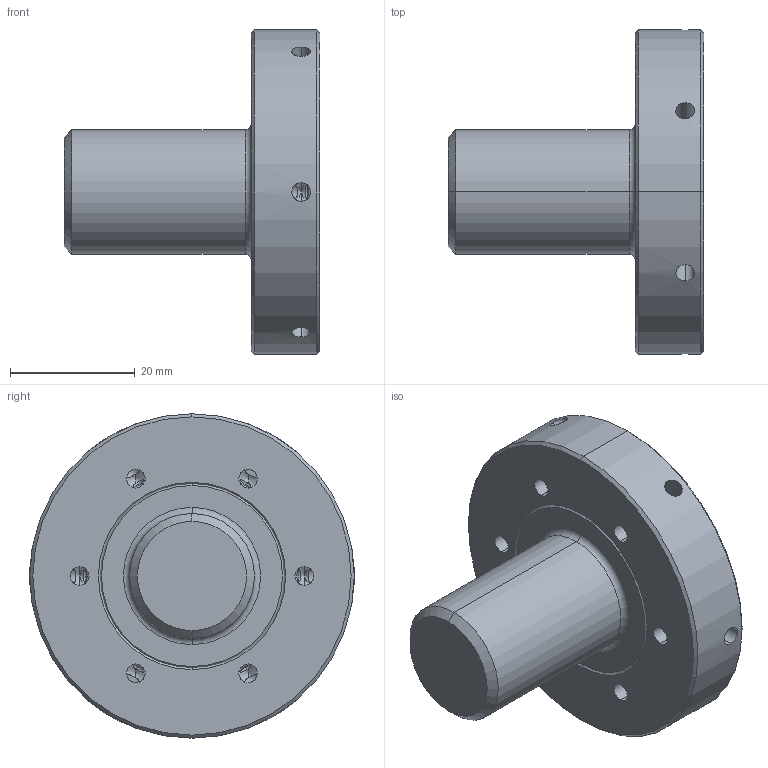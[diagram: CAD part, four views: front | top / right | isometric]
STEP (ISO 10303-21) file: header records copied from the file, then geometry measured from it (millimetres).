
FILE_DESCRIPTION (( 'STEP AP214' ), '1' );
FILE_NAME ('D40-ER1.K61.030.STEP', '2015-02-16T07:03:49', ( 'SWIAdmin' ), ( 'Hewlett-Packard Company' ), 'SwSTEP 2.0', 'SolidWorks 2012', '' );
FILE_SCHEMA (( 'AUTOMOTIVE_DESIGN' ));
Length unit declared in the file: millimetre
Products named in the file (3): D40-ER1.K63.030_A; D40-ER1.K62.011_A; D40-ER1.K61.030
Assembly tree (2 placements, depth 2):
  D40-ER1.K61.030
    D40-ER1.K62.011_A
    D40-ER1.K63.030_A
Bounding box: 41 x 52 x 52 mm (x, y, z)
Volume: 31003.5 mm3; surface area: 10991.4 mm2
Topology: 2 solids, 2 shells, 145 faces, 334 edges, 169 vertices
Faces by surface type: cylinder 78, cone 54, plane 11, torus 2
Entity records: 4748 total; most frequent: CARTESIAN_POINT 1671, ORIENTED_EDGE 616, DIRECTION 596, EDGE_CURVE 308, AXIS2_PLACEMENT_3D 250, VERTEX_POINT 169, EDGE_LOOP 161, ADVANCED_FACE 145
